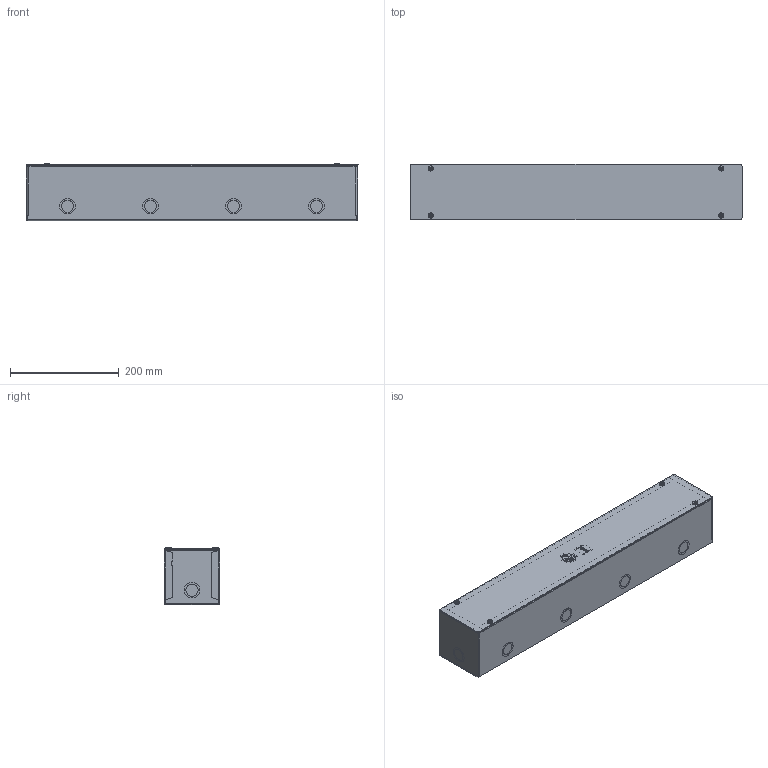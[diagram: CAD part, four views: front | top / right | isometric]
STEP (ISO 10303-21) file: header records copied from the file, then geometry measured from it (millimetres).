
FILE_DESCRIPTION(/* description */ ('1100WD 4" x 4" x 24" Assembly'),/* implementation_level */ '2;1');
FILE_NAME(/* name */ '1100WD040424.stp',/* time_stamp */ '2025-06-30T21:05:14-04:00',/* author */ ('BoxCad'),/* organization */ (''),/* preprocessor_version */ 'ST-DEVELOPER v20',/* originating_system */ 'Autodesk Inventor 2024',/* authorisation */ '');
FILE_SCHEMA (('AUTOMOTIVE_DESIGN { 1 0 10303 214 3 1 1 }'));
Products named in the file (9): 1100WD040424; 1100WD040424B; 1100WD040424B-P; 1100WD040424C; 1100WD040424C-P; STK-P-02400S; STK-S-00800; STK-S-00950; STK-Q-05020
Assembly tree (12 placements, depth 3):
  1100WD040424
    1100WD040424B
      1100WD040424B-P
      STK-P-02400S
    1100WD040424C
      1100WD040424C-P
      STK-P-02400S
      STK-S-00800
      STK-S-00950
    STK-Q-05020  x4
Bounding box: 609.6 x 101.6 x 106.24 mm (x, y, z)
Volume: 394686.8 mm3; surface area: 581915.7 mm2
Topology: 8 solids, 8 shells, 3382 faces, 9143 edges, 6006 vertices
Faces by surface type: plane 2063, bspline 648, cylinder 427, torus 136, sphere 84, cone 24
Full cylindrical faces by diameter (mm): 0.75 x2, 0.85 x2, 1.1 x1, 1.3 x1, 4.191 x4, 4.496 x2, 6.35 x1, 7.366 x8, 7.925 x1, 9.5 x4, 27 x1, 29 x1, 31.75 x1
Entity records: 93317 total; most frequent: CARTESIAN_POINT 29054, ORIENTED_EDGE 14114, DIRECTION 10212, EDGE_CURVE 7057, LINE 5190, VECTOR 5190, VERTEX_POINT 4671, EDGE_LOOP 2962
